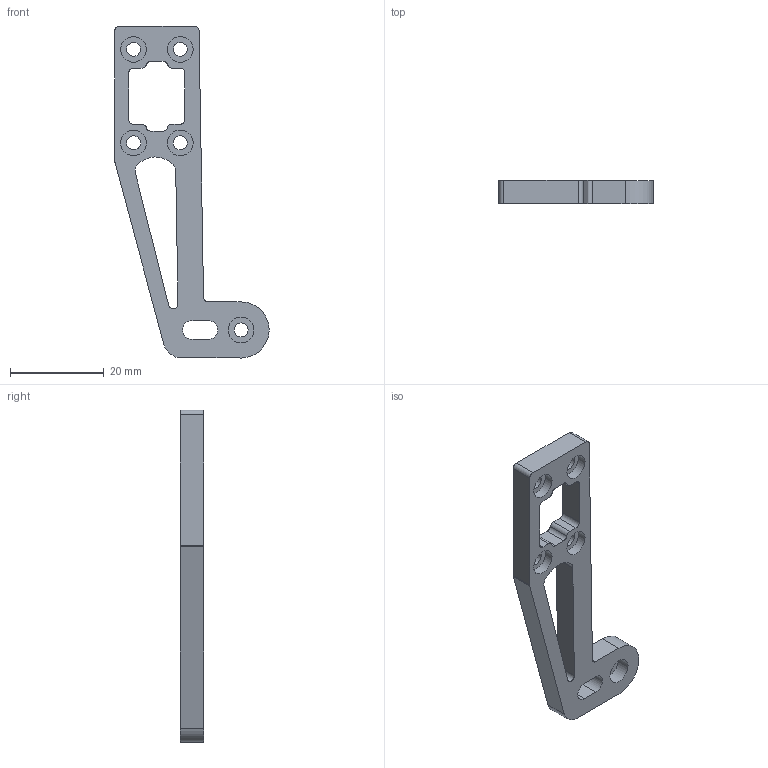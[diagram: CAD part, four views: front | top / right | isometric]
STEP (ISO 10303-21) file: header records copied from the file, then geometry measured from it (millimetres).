
FILE_DESCRIPTION(/* description */ (''),/* implementation_level */ '2;1');
FILE_NAME(/* name */ '效应器摇臂推杆 v13.step',/* time_stamp */ '2022-05-26T19:08:39+08:00',/* author */ (''),/* organization */ (''),/* preprocessor_version */ 'ST-DEVELOPER v19',/* originating_system */ 'Autodesk Translation Framework v11.7.0.108',/* authorisation */ '');
FILE_SCHEMA (('AUTOMOTIVE_DESIGN { 1 0 10303 214 3 1 1 }'));
Length unit declared in the file: millimetre
Products named in the file (1): 效应器摇臂推杆
Bounding box: 33 x 5 x 71.02 mm (x, y, z)
Volume: 4014.5 mm3; surface area: 3657 mm2
Topology: 1 solids, 1 shells, 61 faces, 162 edges, 108 vertices
Faces by surface type: cylinder 34, plane 27
Full cylindrical faces by diameter (mm): 3 x5, 5.5 x5
Entity records: 1996 total; most frequent: DIRECTION 354, CARTESIAN_POINT 332, ORIENTED_EDGE 324, EDGE_CURVE 162, AXIS2_PLACEMENT_3D 130, VERTEX_POINT 108, LINE 94, VECTOR 94
